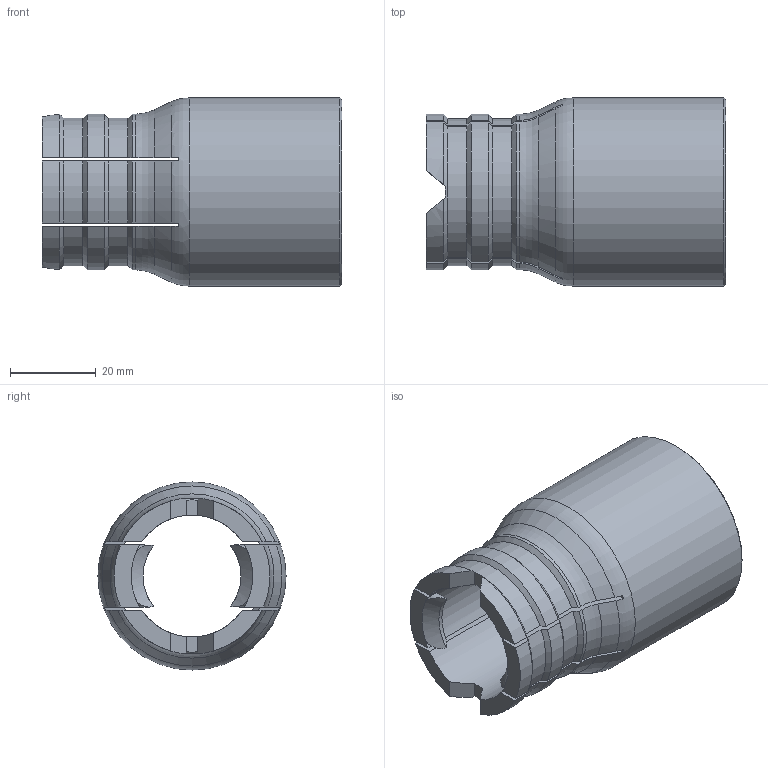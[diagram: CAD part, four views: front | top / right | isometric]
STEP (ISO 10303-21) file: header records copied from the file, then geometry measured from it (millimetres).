
FILE_DESCRIPTION(/* description */ (''),/* implementation_level */ '2;1');
FILE_NAME(/* name */ 'Bosch GEX 40-150 Festool Adapter v2.step',/* time_stamp */ '2022-08-12T17:39:22+02:00',/* author */ (''),/* organization */ (''),/* preprocessor_version */ 'ST-DEVELOPER v19',/* originating_system */ 'Autodesk Translation Framework v11.7.0.108',/* authorisation */ '');
FILE_SCHEMA (('AUTOMOTIVE_DESIGN { 1 0 10303 214 3 1 1 }'));
Length unit declared in the file: millimetre
Products named in the file (1): Bosch GEX 40-150 Festool Adapter
Bounding box: 70 x 44 x 44 mm (x, y, z)
Volume: 31545.9 mm3; surface area: 18332.6 mm2
Topology: 1 solids, 1 shells, 118 faces, 332 edges, 218 vertices
Faces by surface type: cylinder 41, cone 34, plane 33, torus 9, bspline 1
Full cylindrical faces by diameter (mm): 36 x1, 44 x1
Entity records: 4095 total; most frequent: CARTESIAN_POINT 1143, ORIENTED_EDGE 664, DIRECTION 592, EDGE_CURVE 332, AXIS2_PLACEMENT_3D 242, VERTEX_POINT 218, EDGE_LOOP 122, FACE_OUTER_BOUND 118
